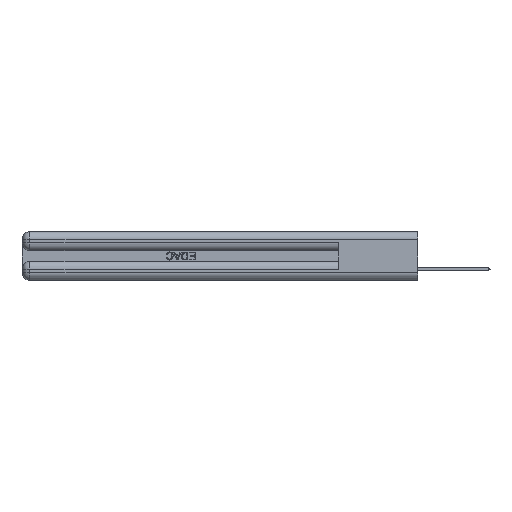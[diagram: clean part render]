
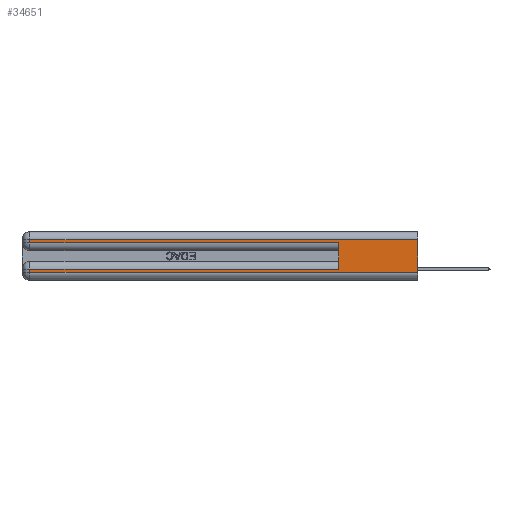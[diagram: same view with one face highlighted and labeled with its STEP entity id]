
A CAD part, left-side view. The second image highlights one B-rep face of the part: STEP entity #34651.
In plain terms, the highlighted planar face has unit normal (-1, 0, 0).
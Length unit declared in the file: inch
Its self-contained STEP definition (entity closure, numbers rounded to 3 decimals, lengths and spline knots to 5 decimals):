
#860 = CARTESIAN_POINT ( 'NONE',  ( 0., 0., 0.37 ) ) ;
#1181 = ORIENTED_EDGE ( 'NONE', *, *, #32560, .T. ) ;
#1429 = LINE ( 'NONE', #860, #25700 ) ;
#1620 = EDGE_LOOP ( 'NONE', ( #16859, #16817, #41681, #27729, #24288, #25996, #1181, #36369 ) ) ;
#2166 = VERTEX_POINT ( 'NONE', #8746 ) ;
#2319 = CARTESIAN_POINT ( 'NONE',  ( 0., 0., 0.085 ) ) ;
#3366 = VECTOR ( 'NONE', #31181, 39.37008 ) ;
#4422 = LINE ( 'NONE', #13876, #24807 ) ;
#5235 = VECTOR ( 'NONE', #27625, 39.37008 ) ;
#5358 = VERTEX_POINT ( 'NONE', #19947 ) ;
#5756 = CARTESIAN_POINT ( 'NONE',  ( 0., 0., 0.285 ) ) ;
#6734 = VECTOR ( 'NONE', #23714, 39.37008 ) ;
#7024 = VECTOR ( 'NONE', #44080, 39.37008 ) ;
#7688 = AXIS2_PLACEMENT_3D ( 'NONE', #17241, #19587, #27469 ) ;
#8361 = CARTESIAN_POINT ( 'NONE',  ( 0., 0., 0.31 ) ) ;
#8651 = LINE ( 'NONE', #35772, #7024 ) ;
#8746 = CARTESIAN_POINT ( 'NONE',  ( 0., 0., 0.06 ) ) ;
#12899 = CARTESIAN_POINT ( 'NONE',  ( 0., 0.6, 0.145 ) ) ;
#13582 = DIRECTION ( 'NONE',  ( 0., 1., 0. ) ) ;
#13876 = CARTESIAN_POINT ( 'NONE',  ( 0., 0., 0.31 ) ) ;
#15501 = VERTEX_POINT ( 'NONE', #19251 ) ;
#16817 = ORIENTED_EDGE ( 'NONE', *, *, #29075, .T. ) ;
#16859 = ORIENTED_EDGE ( 'NONE', *, *, #19202, .F. ) ;
#17241 = CARTESIAN_POINT ( 'NONE',  ( 0., 0., 0.37 ) ) ;
#19196 = VERTEX_POINT ( 'NONE', #24220 ) ;
#19202 = EDGE_CURVE ( 'NONE', #22004, #2166, #1429, .T. ) ;
#19251 = CARTESIAN_POINT ( 'NONE',  ( 0., 2.94, 0.085 ) ) ;
#19587 = DIRECTION ( 'NONE',  ( 1., 0., 0. ) ) ;
#19947 = CARTESIAN_POINT ( 'NONE',  ( 0., 0.6, 0.285 ) ) ;
#22004 = VERTEX_POINT ( 'NONE', #8361 ) ;
#22103 = LINE ( 'NONE', #12899, #5235 ) ;
#22644 = DIRECTION ( 'NONE',  ( 0., 0., -1. ) ) ;
#23714 = DIRECTION ( 'NONE',  ( 0., 0., -1. ) ) ;
#24220 = CARTESIAN_POINT ( 'NONE',  ( 0., 2.94, 0.06 ) ) ;
#24288 = ORIENTED_EDGE ( 'NONE', *, *, #27278, .F. ) ;
#24807 = VECTOR ( 'NONE', #13582, 39.37008 ) ;
#24922 = DIRECTION ( 'NONE',  ( 0., 0., -1. ) ) ;
#25700 = VECTOR ( 'NONE', #22644, 39.37008 ) ;
#25996 = ORIENTED_EDGE ( 'NONE', *, *, #35395, .T. ) ;
#27278 = EDGE_CURVE ( 'NONE', #28814, #5358, #22103, .T. ) ;
#27302 = DIRECTION ( 'NONE',  ( 0., -1., 0. ) ) ;
#27326 = LINE ( 'NONE', #28540, #41416 ) ;
#27469 = DIRECTION ( 'NONE',  ( 0., 0., -1. ) ) ;
#27487 = CARTESIAN_POINT ( 'NONE',  ( 0., 2.94, 0.37 ) ) ;
#27625 = DIRECTION ( 'NONE',  ( 0., 0., 1. ) ) ;
#27729 = ORIENTED_EDGE ( 'NONE', *, *, #36069, .T. ) ;
#28540 = CARTESIAN_POINT ( 'NONE',  ( 0., 2.94, 0.37 ) ) ;
#28814 = VERTEX_POINT ( 'NONE', #34910 ) ;
#29075 = EDGE_CURVE ( 'NONE', #22004, #43215, #4422, .T. ) ;
#29306 = EDGE_CURVE ( 'NONE', #43215, #45575, #37093, .T. ) ;
#31181 = DIRECTION ( 'NONE',  ( 0., 1., 0. ) ) ;
#31493 = CARTESIAN_POINT ( 'NONE',  ( 0., 2.94, 0.285 ) ) ;
#32560 = EDGE_CURVE ( 'NONE', #15501, #19196, #27326, .T. ) ;
#33182 = VECTOR ( 'NONE', #27302, 39.37008 ) ;
#34651 = ADVANCED_FACE ( 'NONE', ( #40602 ), #38639, .F. ) ;
#34910 = CARTESIAN_POINT ( 'NONE',  ( 0., 0.6, 0.085 ) ) ;
#35395 = EDGE_CURVE ( 'NONE', #28814, #15501, #40517, .T. ) ;
#35772 = CARTESIAN_POINT ( 'NONE',  ( 0., 0., 0.06 ) ) ;
#36069 = EDGE_CURVE ( 'NONE', #45575, #5358, #38256, .T. ) ;
#36369 = ORIENTED_EDGE ( 'NONE', *, *, #38352, .T. ) ;
#37093 = LINE ( 'NONE', #27487, #6734 ) ;
#38256 = LINE ( 'NONE', #5756, #33182 ) ;
#38352 = EDGE_CURVE ( 'NONE', #19196, #2166, #8651, .T. ) ;
#38618 = CARTESIAN_POINT ( 'NONE',  ( 0., 2.94, 0.31 ) ) ;
#38639 = PLANE ( 'NONE',  #7688 ) ;
#40517 = LINE ( 'NONE', #2319, #3366 ) ;
#40602 = FACE_OUTER_BOUND ( 'NONE', #1620, .T. ) ;
#41416 = VECTOR ( 'NONE', #24922, 39.37008 ) ;
#41681 = ORIENTED_EDGE ( 'NONE', *, *, #29306, .T. ) ;
#43215 = VERTEX_POINT ( 'NONE', #38618 ) ;
#44080 = DIRECTION ( 'NONE',  ( 0., -1., 0. ) ) ;
#45575 = VERTEX_POINT ( 'NONE', #31493 ) ;
